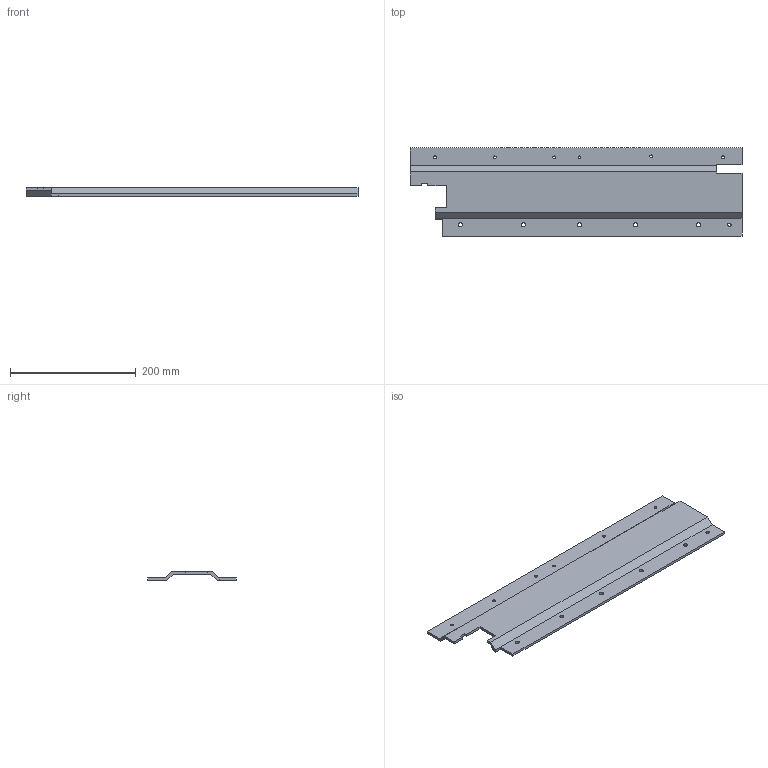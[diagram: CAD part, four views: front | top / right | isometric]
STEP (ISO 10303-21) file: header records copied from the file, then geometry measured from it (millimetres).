
FILE_DESCRIPTION(/* description */ (''),/* implementation_level */ '2;1');
FILE_NAME(/* name */ 'HeVORT Right 415mm Belt Cover.step',/* time_stamp */ '2022-08-15T17:33:03-04:00',/* author */ (''),/* organization */ (''),/* preprocessor_version */ 'ST-DEVELOPER v19',/* originating_system */ 'Autodesk Translation Framework v11.7.0.108',/* authorisation */ '');
FILE_SCHEMA (('AUTOMOTIVE_DESIGN { 1 0 10303 214 3 1 1 }'));
Length unit declared in the file: millimetre
Products named in the file (1): HeVORT Belt Cover RT
Bounding box: 527 x 140 x 14 mm (x, y, z)
Volume: 294452.1 mm3; surface area: 152399.8 mm2
Topology: 1 solids, 1 shells, 43 faces, 122 edges, 81 vertices
Faces by surface type: plane 31, cylinder 12
Full cylindrical faces by diameter (mm): 4.4 x6, 5.4 x1, 6.4 x5
Entity records: 1473 total; most frequent: CARTESIAN_POINT 247, ORIENTED_EDGE 244, DIRECTION 234, EDGE_CURVE 122, LINE 98, VECTOR 98, VERTEX_POINT 81, AXIS2_PLACEMENT_3D 68
